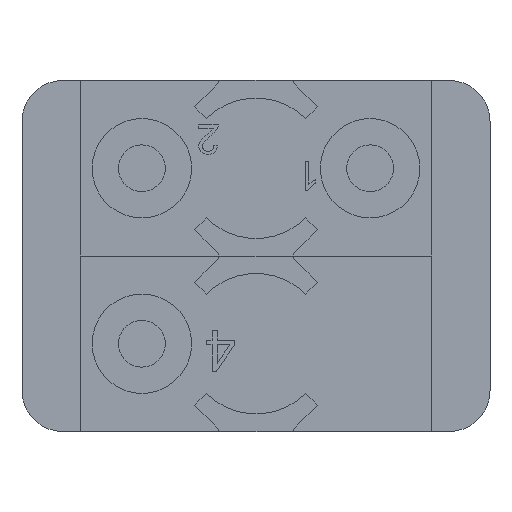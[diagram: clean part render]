
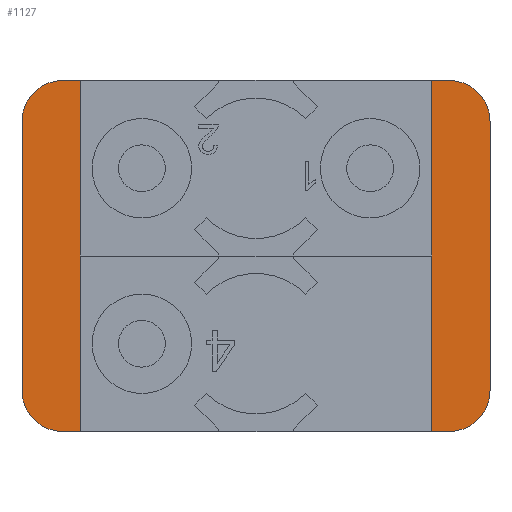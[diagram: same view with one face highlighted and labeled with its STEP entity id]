
A CAD part, front view. The second image highlights one B-rep face of the part: STEP entity #1127.
In plain terms, the highlighted planar face has unit normal (0, -1, 0).
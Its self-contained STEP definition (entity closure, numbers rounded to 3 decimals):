
#1127 = ADVANCED_FACE( '', ( #2339, #2340, #2341, #2342, #2343, #2344 ), #2345, .F. );
#2339 = FACE_BOUND( '', #3599, .T. );
#2340 = FACE_BOUND( '', #3600, .T. );
#2341 = FACE_BOUND( '', #3601, .T. );
#2342 = FACE_BOUND( '', #3602, .T. );
#2343 = FACE_BOUND( '', #3603, .T. );
#2344 = FACE_OUTER_BOUND( '', #3604, .T. );
#2345 = PLANE( '', #3605 );
#3599 = EDGE_LOOP( '', ( #6630 ) );
#3600 = EDGE_LOOP( '', ( #6631 ) );
#3601 = EDGE_LOOP( '', ( #6632 ) );
#3602 = EDGE_LOOP( '', ( #6633 ) );
#3603 = EDGE_LOOP( '', ( #6634 ) );
#3604 = EDGE_LOOP( '', ( #6635, #6636, #6637, #6638, #6639, #6640, #6641, #6642 ) );
#3605 = AXIS2_PLACEMENT_3D( '', #6643, #6644, #6645 );
#6630 = ORIENTED_EDGE( '', *, *, #8353, .T. );
#6631 = ORIENTED_EDGE( '', *, *, #8354, .T. );
#6632 = ORIENTED_EDGE( '', *, *, #7651, .T. );
#6633 = ORIENTED_EDGE( '', *, *, #7534, .T. );
#6634 = ORIENTED_EDGE( '', *, *, #7795, .T. );
#6635 = ORIENTED_EDGE( '', *, *, #8355, .F. );
#6636 = ORIENTED_EDGE( '', *, *, #8255, .F. );
#6637 = ORIENTED_EDGE( '', *, *, #7136, .F. );
#6638 = ORIENTED_EDGE( '', *, *, #8272, .F. );
#6639 = ORIENTED_EDGE( '', *, *, #7566, .F. );
#6640 = ORIENTED_EDGE( '', *, *, #7468, .F. );
#6641 = ORIENTED_EDGE( '', *, *, #8348, .F. );
#6642 = ORIENTED_EDGE( '', *, *, #8198, .F. );
#6643 = CARTESIAN_POINT( '', ( -16.5, -5.75, 11.5 ) );
#6644 = DIRECTION( '', ( 0., 1., 0. ) );
#6645 = DIRECTION( '', ( 0., 0., 1. ) );
#7136 = EDGE_CURVE( '', #8433, #8434, #8435, .T. );
#7468 = EDGE_CURVE( '', #9011, #9012, #9013, .T. );
#7534 = EDGE_CURVE( '', #9121, #9121, #9122, .T. );
#7566 = EDGE_CURVE( '', #9012, #9172, #9173, .T. );
#7651 = EDGE_CURVE( '', #9307, #9307, #9308, .T. );
#7795 = EDGE_CURVE( '', #9525, #9525, #9526, .T. );
#8198 = EDGE_CURVE( '', #10082, #10083, #10084, .T. );
#8255 = EDGE_CURVE( '', #8434, #10153, #10154, .T. );
#8272 = EDGE_CURVE( '', #9172, #8433, #10176, .T. );
#8348 = EDGE_CURVE( '', #10083, #9011, #10263, .T. );
#8353 = EDGE_CURVE( '', #10268, #10268, #10269, .T. );
#8354 = EDGE_CURVE( '', #10270, #10270, #10271, .T. );
#8355 = EDGE_CURVE( '', #10153, #10082, #10272, .T. );
#8433 = VERTEX_POINT( '', #10354 );
#8434 = VERTEX_POINT( '', #10355 );
#8435 = LINE( '', #10356, #10357 );
#9011 = VERTEX_POINT( '', #11218 );
#9012 = VERTEX_POINT( '', #11219 );
#9013 = CIRCLE( '', #11220, 3.5 );
#9121 = VERTEX_POINT( '', #11440 );
#9122 = CIRCLE( '', #11441, 1.625 );
#9172 = VERTEX_POINT( '', #11504 );
#9173 = LINE( '', #11505, #11506 );
#9307 = VERTEX_POINT( '', #11696 );
#9308 = CIRCLE( '', #11697, 11.25 );
#9525 = VERTEX_POINT( '', #11985 );
#9526 = CIRCLE( '', #11986, 1.625 );
#10082 = VERTEX_POINT( '', #12903 );
#10083 = VERTEX_POINT( '', #12904 );
#10084 = CIRCLE( '', #12905, 3.5 );
#10153 = VERTEX_POINT( '', #13011 );
#10154 = CIRCLE( '', #13012, 3.5 );
#10176 = CIRCLE( '', #13040, 3.5 );
#10263 = LINE( '', #13161, #13162 );
#10268 = VERTEX_POINT( '', #13167 );
#10269 = CIRCLE( '', #13168, 1.625 );
#10270 = VERTEX_POINT( '', #13169 );
#10271 = CIRCLE( '', #13170, 1.625 );
#10272 = LINE( '', #13171, #13172 );
#10354 = CARTESIAN_POINT( '', ( 16.5, -5.75, -15. ) );
#10355 = CARTESIAN_POINT( '', ( -16.5, -5.75, -15. ) );
#10356 = CARTESIAN_POINT( '', ( 16.5, -5.75, -15. ) );
#10357 = VECTOR( '', #13311, 1000. );
#11218 = CARTESIAN_POINT( '', ( 16.5, -5.75, 15. ) );
#11219 = CARTESIAN_POINT( '', ( 20., -5.75, 11.5 ) );
#11220 = AXIS2_PLACEMENT_3D( '', #13672, #13673, #13674 );
#11440 = CARTESIAN_POINT( '', ( 14.125, -5.75, 10. ) );
#11441 = AXIS2_PLACEMENT_3D( '', #13751, #13752, #13753 );
#11504 = CARTESIAN_POINT( '', ( 20., -5.75, -11.5 ) );
#11505 = CARTESIAN_POINT( '', ( 20., -5.75, 11.5 ) );
#11506 = VECTOR( '', #13800, 1000. );
#11696 = CARTESIAN_POINT( '', ( 11.25, -5.75, 0. ) );
#11697 = AXIS2_PLACEMENT_3D( '', #13887, #13888, #13889 );
#11985 = CARTESIAN_POINT( '', ( 14.125, -5.75, -10. ) );
#11986 = AXIS2_PLACEMENT_3D( '', #14081, #14082, #14083 );
#12903 = CARTESIAN_POINT( '', ( -20., -5.75, 11.5 ) );
#12904 = CARTESIAN_POINT( '', ( -16.5, -5.75, 15. ) );
#12905 = AXIS2_PLACEMENT_3D( '', #14523, #14524, #14525 );
#13011 = CARTESIAN_POINT( '', ( -20., -5.75, -11.5 ) );
#13012 = AXIS2_PLACEMENT_3D( '', #14575, #14576, #14577 );
#13040 = AXIS2_PLACEMENT_3D( '', #14593, #14594, #14595 );
#13161 = CARTESIAN_POINT( '', ( -16.5, -5.75, 15. ) );
#13162 = VECTOR( '', #14672, 1000. );
#13167 = CARTESIAN_POINT( '', ( -10.875, -5.75, -10. ) );
#13168 = AXIS2_PLACEMENT_3D( '', #14676, #14677, #14678 );
#13169 = CARTESIAN_POINT( '', ( -10.875, -5.75, 10. ) );
#13170 = AXIS2_PLACEMENT_3D( '', #14679, #14680, #14681 );
#13171 = CARTESIAN_POINT( '', ( -20., -5.75, -11.5 ) );
#13172 = VECTOR( '', #14682, 1000. );
#13311 = DIRECTION( '', ( -1., 0., 0. ) );
#13672 = CARTESIAN_POINT( '', ( 16.5, -5.75, 11.5 ) );
#13673 = DIRECTION( '', ( 0., 1., 0. ) );
#13674 = DIRECTION( '', ( 1., 0., 0. ) );
#13751 = CARTESIAN_POINT( '', ( 12.5, -5.75, 10. ) );
#13752 = DIRECTION( '', ( 0., 1., 0. ) );
#13753 = DIRECTION( '', ( 1., 0., 0. ) );
#13800 = DIRECTION( '', ( 0., 0., -1. ) );
#13887 = CARTESIAN_POINT( '', ( 0., -5.75, 0. ) );
#13888 = DIRECTION( '', ( 0., 1., 0. ) );
#13889 = DIRECTION( '', ( 1., 0., 0. ) );
#14081 = CARTESIAN_POINT( '', ( 12.5, -5.75, -10. ) );
#14082 = DIRECTION( '', ( 0., 1., 0. ) );
#14083 = DIRECTION( '', ( 1., 0., 0. ) );
#14523 = CARTESIAN_POINT( '', ( -16.5, -5.75, 11.5 ) );
#14524 = DIRECTION( '', ( 0., 1., 0. ) );
#14525 = DIRECTION( '', ( 1., 0., 0. ) );
#14575 = CARTESIAN_POINT( '', ( -16.5, -5.75, -11.5 ) );
#14576 = DIRECTION( '', ( 0., 1., 0. ) );
#14577 = DIRECTION( '', ( 1., 0., 0. ) );
#14593 = CARTESIAN_POINT( '', ( 16.5, -5.75, -11.5 ) );
#14594 = DIRECTION( '', ( 0., 1., 0. ) );
#14595 = DIRECTION( '', ( 1., 0., 0. ) );
#14672 = DIRECTION( '', ( 1., 0., 0. ) );
#14676 = CARTESIAN_POINT( '', ( -12.5, -5.75, -10. ) );
#14677 = DIRECTION( '', ( 0., 1., 0. ) );
#14678 = DIRECTION( '', ( 1., 0., 0. ) );
#14679 = CARTESIAN_POINT( '', ( -12.5, -5.75, 10. ) );
#14680 = DIRECTION( '', ( 0., 1., 0. ) );
#14681 = DIRECTION( '', ( 1., 0., 0. ) );
#14682 = DIRECTION( '', ( 0., 0., 1. ) );
